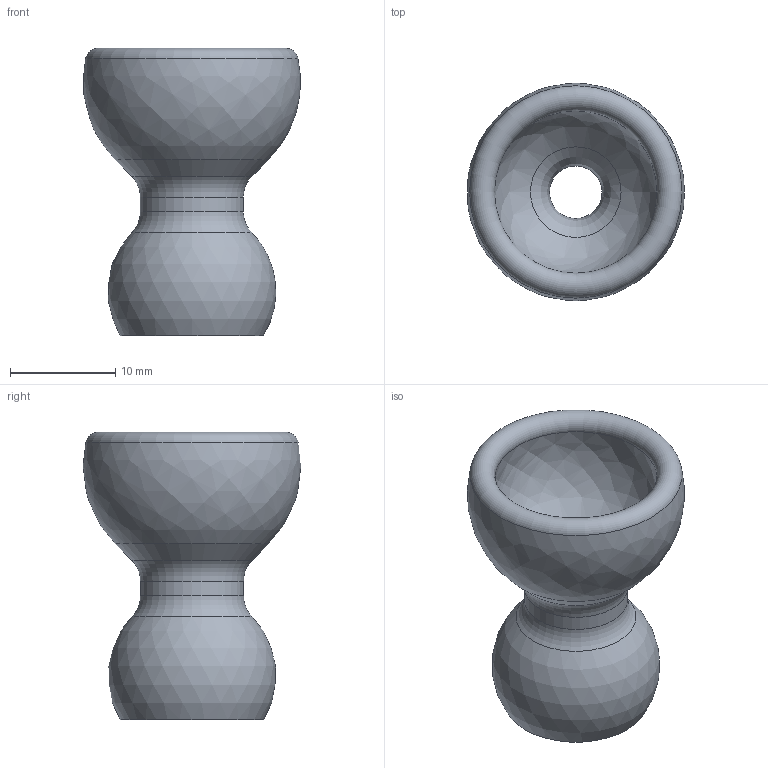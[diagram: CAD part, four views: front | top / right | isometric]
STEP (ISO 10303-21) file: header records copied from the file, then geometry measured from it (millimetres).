
FILE_DESCRIPTION(('FreeCAD Model'),'2;1');
FILE_NAME('Open CASCADE Shape Model','2024-07-26T16:14:12',(''),(''), 'Open CASCADE STEP processor 7.6','FreeCAD','Unknown');
FILE_SCHEMA(('AUTOMOTIVE_DESIGN { 1 0 10303 214 1 1 1 1 }'));
Length unit declared in the file: millimetre
Products named in the file (1): Ball-Joint_20mm
Bounding box: 20.63 x 20.7 x 27.33 mm (x, y, z)
Volume: 2883.2 mm3; surface area: 2565.2 mm2
Topology: 1 solids, 1 shells, 14 faces, 27 edges, 14 vertices
Faces by surface type: torus 5, cone 2, sphere 2, cylinder 2, revolution 2, plane 1
Full cylindrical faces by diameter (mm): 5 x1, 9.8 x1
Entity records: 394 total; most frequent: DIRECTION 82, CARTESIAN_POINT 58, ORIENTED_EDGE 54, AXIS2_PLACEMENT_3D 38, EDGE_CURVE 27, CIRCLE 25, FACE_BOUND 15, EDGE_LOOP 15
